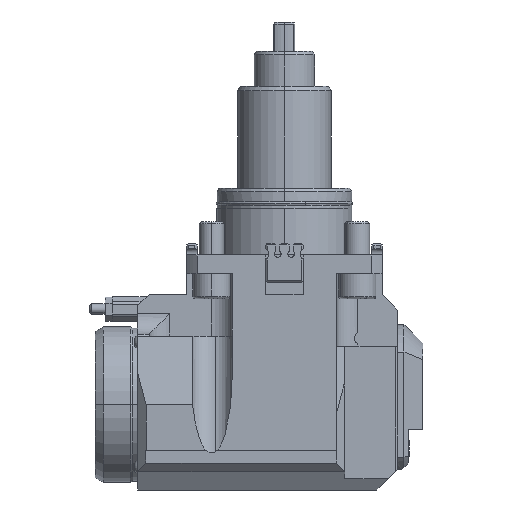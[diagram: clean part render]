
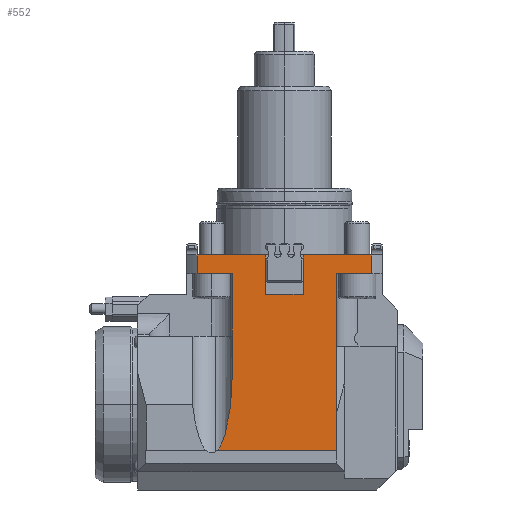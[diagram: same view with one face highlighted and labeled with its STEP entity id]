
A CAD part, front view. The second image highlights one B-rep face of the part: STEP entity #552.
In plain terms, the highlighted planar face has unit normal (0, -1, 0).
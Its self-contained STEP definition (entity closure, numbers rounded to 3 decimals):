
#432=CARTESIAN_POINT('',(-47.,-47.,0.));
#433=DIRECTION('',(0.,-1.,0.));
#434=DIRECTION('',(0.,0.,1.));
#435=AXIS2_PLACEMENT_3D('',#432,#433,#434);
#436=PLANE('',#435);
#437=CARTESIAN_POINT('',(9.005,-47.,0.));
#438=VERTEX_POINT('',#437);
#439=CARTESIAN_POINT('',(41.952,-47.,-0.));
#440=VERTEX_POINT('',#439);
#441=CARTESIAN_POINT('',(9.005,-47.,0.));
#442=DIRECTION('',(1.,0.,-0.));
#443=VECTOR('',#442,32.947);
#444=LINE('',#441,#443);
#445=EDGE_CURVE('',#438,#440,#444,.T.);
#446=ORIENTED_EDGE('',*,*,#445,.F.);
#447=CARTESIAN_POINT('',(9.005,-47.,-19.));
#448=VERTEX_POINT('',#447);
#449=CARTESIAN_POINT('',(9.005,-47.,0.));
#450=DIRECTION('',(-0.,0.,-1.));
#451=VECTOR('',#450,19.);
#452=LINE('',#449,#451);
#453=EDGE_CURVE('',#438,#448,#452,.T.);
#454=ORIENTED_EDGE('',*,*,#453,.T.);
#455=CARTESIAN_POINT('',(-9.005,-47.,-19.));
#456=VERTEX_POINT('',#455);
#457=CARTESIAN_POINT('',(9.005,-47.,-19.));
#458=DIRECTION('',(-1.,0.,0.));
#459=VECTOR('',#458,18.01);
#460=LINE('',#457,#459);
#461=EDGE_CURVE('',#448,#456,#460,.T.);
#462=ORIENTED_EDGE('',*,*,#461,.T.);
#463=CARTESIAN_POINT('',(-9.005,-47.,0.));
#464=VERTEX_POINT('',#463);
#465=CARTESIAN_POINT('',(-9.005,-47.,-19.));
#466=DIRECTION('',(0.,0.,1.));
#467=VECTOR('',#466,19.);
#468=LINE('',#465,#467);
#469=EDGE_CURVE('',#456,#464,#468,.T.);
#470=ORIENTED_EDGE('',*,*,#469,.T.);
#471=CARTESIAN_POINT('',(-41.952,-47.,0.));
#472=VERTEX_POINT('',#471);
#473=CARTESIAN_POINT('',(-41.952,-47.,0.));
#474=DIRECTION('',(1.,0.,-0.));
#475=VECTOR('',#474,32.947);
#476=LINE('',#473,#475);
#477=EDGE_CURVE('',#472,#464,#476,.T.);
#478=ORIENTED_EDGE('',*,*,#477,.F.);
#479=CARTESIAN_POINT('',(-41.952,-47.,-9.));
#480=VERTEX_POINT('',#479);
#481=CARTESIAN_POINT('',(-41.952,-47.,0.));
#482=DIRECTION('',(0.,0.,-1.));
#483=VECTOR('',#482,9.);
#484=LINE('',#481,#483);
#485=EDGE_CURVE('',#472,#480,#484,.T.);
#486=ORIENTED_EDGE('',*,*,#485,.T.);
#487=CARTESIAN_POINT('',(-25.,-47.,-9.));
#488=VERTEX_POINT('',#487);
#489=CARTESIAN_POINT('',(-41.952,-47.,-9.));
#490=DIRECTION('',(1.,0.,0.));
#491=VECTOR('',#490,16.952);
#492=LINE('',#489,#491);
#493=EDGE_CURVE('',#480,#488,#492,.T.);
#494=ORIENTED_EDGE('',*,*,#493,.T.);
#495=CARTESIAN_POINT('',(-25.,-47.,-56.87));
#496=VERTEX_POINT('',#495);
#497=CARTESIAN_POINT('',(-25.,-47.,-9.));
#498=DIRECTION('',(0.,-0.,-1.));
#499=VECTOR('',#498,47.87);
#500=LINE('',#497,#499);
#501=EDGE_CURVE('',#488,#496,#500,.T.);
#502=ORIENTED_EDGE('',*,*,#501,.T.);
#503=CARTESIAN_POINT('',(-32.234,-47.,-94.));
#504=VERTEX_POINT('',#503);
#505=CARTESIAN_POINT('',(-35.,-47.,-56.87));
#506=DIRECTION('',(-0.,1.,-0.));
#507=DIRECTION('',(0.,0.,1.));
#508=AXIS2_PLACEMENT_3D('',#505,#506,#507);
#509=ELLIPSE('',#508,38.637,10.);
#510=EDGE_CURVE('',#496,#504,#509,.T.);
#511=ORIENTED_EDGE('',*,*,#510,.T.);
#512=CARTESIAN_POINT('',(25.,-47.,-94.));
#513=VERTEX_POINT('',#512);
#514=CARTESIAN_POINT('',(-32.234,-47.,-94.));
#515=DIRECTION('',(1.,0.,0.));
#516=VECTOR('',#515,57.234);
#517=LINE('',#514,#516);
#518=EDGE_CURVE('',#504,#513,#517,.T.);
#519=ORIENTED_EDGE('',*,*,#518,.T.);
#520=CARTESIAN_POINT('',(25.,-47.,-76.));
#521=VERTEX_POINT('',#520);
#522=CARTESIAN_POINT('',(25.,-47.,-76.));
#523=DIRECTION('',(0.,0.,-1.));
#524=VECTOR('',#523,18.);
#525=LINE('',#522,#524);
#526=EDGE_CURVE('',#521,#513,#525,.T.);
#527=ORIENTED_EDGE('',*,*,#526,.F.);
#528=CARTESIAN_POINT('',(25.,-47.,-9.));
#529=VERTEX_POINT('',#528);
#530=CARTESIAN_POINT('',(25.,-47.,-76.));
#531=DIRECTION('',(-0.,-0.,1.));
#532=VECTOR('',#531,67.);
#533=LINE('',#530,#532);
#534=EDGE_CURVE('',#521,#529,#533,.T.);
#535=ORIENTED_EDGE('',*,*,#534,.T.);
#536=CARTESIAN_POINT('',(41.952,-47.,-9.));
#537=VERTEX_POINT('',#536);
#538=CARTESIAN_POINT('',(25.,-47.,-9.));
#539=DIRECTION('',(1.,0.,0.));
#540=VECTOR('',#539,16.952);
#541=LINE('',#538,#540);
#542=EDGE_CURVE('',#529,#537,#541,.T.);
#543=ORIENTED_EDGE('',*,*,#542,.T.);
#544=CARTESIAN_POINT('',(41.952,-47.,-9.));
#545=DIRECTION('',(0.,0.,1.));
#546=VECTOR('',#545,9.);
#547=LINE('',#544,#546);
#548=EDGE_CURVE('',#537,#440,#547,.T.);
#549=ORIENTED_EDGE('',*,*,#548,.T.);
#550=EDGE_LOOP('',(#446,#454,#462,#470,#478,#486,#494,#502,#511,#519,#527,#535,#543,#549));
#551=FACE_BOUND('',#550,.T.);
#552=ADVANCED_FACE('',(#551),#436,.T.);
